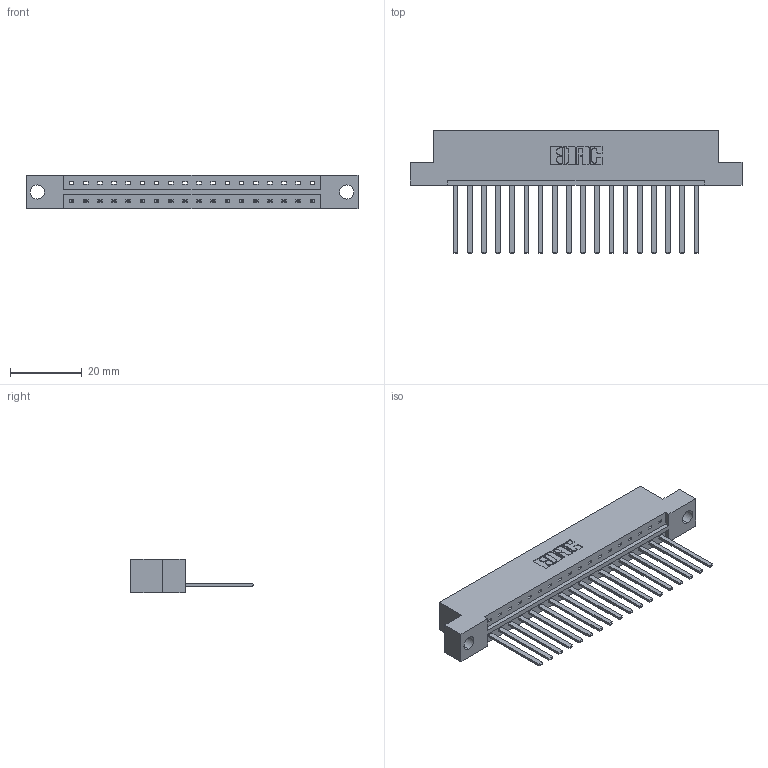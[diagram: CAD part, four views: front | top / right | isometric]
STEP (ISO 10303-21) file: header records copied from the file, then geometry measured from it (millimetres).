
FILE_DESCRIPTION (( 'STEP AP203' ), '1' );
FILE_NAME ('333-018-544-104.STEP', '2019-08-09T13:47:45', ( '' ), ( '' ), 'SwSTEP 2.0', 'SolidWorks 2016', '' );
FILE_SCHEMA (( 'CONFIG_CONTROL_DESIGN' ));
Length unit declared in the file: inch
Products named in the file (3): 333 Part_Flush - .156 Dia - TH; 345-292-001_345-293-144; 333-018-544-104
Assembly tree (19 placements, depth 2):
  333-018-544-104
    333 Part_Flush - .156 Dia - TH
    345-292-001_345-293-144  x18
Bounding box: 92.86 x 34.3 x 9.4 mm (x, y, z)
Volume: 9258.8 mm3; surface area: 10334 mm2
Topology: 19 solids, 19 shells, 1050 faces, 3155 edges, 2078 vertices
Faces by surface type: plane 754, cylinder 296
Entity records: 13927 total; most frequent: CARTESIAN_POINT 2412, ORIENTED_EDGE 2366, DIRECTION 2079, EDGE_CURVE 1183, LINE 1059, VECTOR 1059, VERTEX_POINT 786, AXIS2_PLACEMENT_3D 510
